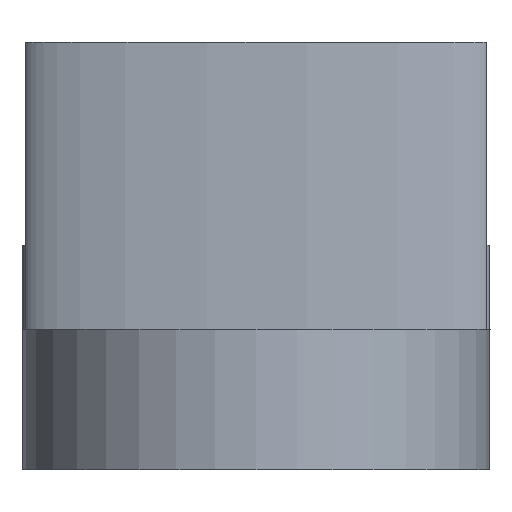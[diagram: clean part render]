
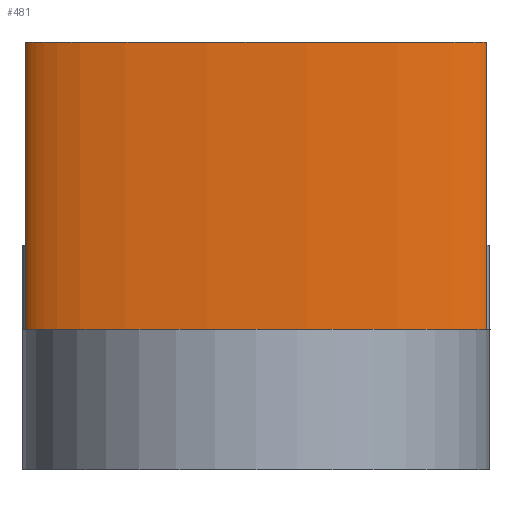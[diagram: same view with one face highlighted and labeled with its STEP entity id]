
A CAD part, left-side view. The second image highlights one B-rep face of the part: STEP entity #481.
In plain terms, the highlighted free-form (B-spline) face has degree [1, 2] with [2, 5] control points.
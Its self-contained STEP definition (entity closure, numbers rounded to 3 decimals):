
#15=(
BOUNDED_SURFACE()
B_SPLINE_SURFACE(1,2,((#819,#820,#821,#822,#823),(#824,#825,#826,#827,#828)),
 .UNSPECIFIED.,.F.,.F.,.F.)
B_SPLINE_SURFACE_WITH_KNOTS((2,2),(3,2,3),(0.,1.227),(0.163,
1.571,2.979),.UNSPECIFIED.)
GEOMETRIC_REPRESENTATION_ITEM()
RATIONAL_B_SPLINE_SURFACE(((1.,0.762,1.,0.762,1.),
(1.,0.762,1.,0.762,1.)))
REPRESENTATION_ITEM('')
SURFACE()
);
#18=ELLIPSE('',#536,7.5,1.75);
#21=ELLIPSE('',#548,7.5,1.75);
#61=FACE_OUTER_BOUND('',#96,.T.);
#96=EDGE_LOOP('',(#380,#381,#382,#383));
#128=LINE('',#788,#159);
#131=LINE('',#795,#162);
#159=VECTOR('',#636,10.);
#162=VECTOR('',#641,10.);
#229=VERTEX_POINT('',#781);
#230=VERTEX_POINT('',#783);
#231=VERTEX_POINT('',#787);
#234=VERTEX_POINT('',#794);
#278=EDGE_CURVE('',#230,#229,#18,.T.);
#280=EDGE_CURVE('',#231,#229,#128,.T.);
#284=EDGE_CURVE('',#230,#234,#131,.T.);
#297=EDGE_CURVE('',#234,#231,#21,.T.);
#380=ORIENTED_EDGE('',*,*,#297,.F.);
#381=ORIENTED_EDGE('',*,*,#284,.F.);
#382=ORIENTED_EDGE('',*,*,#278,.T.);
#383=ORIENTED_EDGE('',*,*,#280,.F.);
#481=ADVANCED_FACE('',(#61),#15,.F.);
#536=AXIS2_PLACEMENT_3D('',#784,#630,#631);
#548=AXIS2_PLACEMENT_3D('',#829,#664,#665);
#630=DIRECTION('center_axis',(0.,0.,1.));
#631=DIRECTION('ref_axis',(0.,-1.,0.));
#636=DIRECTION('',(0.,0.,-1.));
#641=DIRECTION('',(0.,0.,1.));
#664=DIRECTION('center_axis',(0.,0.,1.));
#665=DIRECTION('ref_axis',(0.,-1.,0.));
#781=CARTESIAN_POINT('',(45.966,0.099,-4.7));
#783=CARTESIAN_POINT('',(45.966,14.901,-4.7));
#784=CARTESIAN_POINT('Origin',(46.249,7.5,-4.7));
#787=CARTESIAN_POINT('',(45.966,0.099,4.5));
#788=CARTESIAN_POINT('',(45.966,0.099,4.5));
#794=CARTESIAN_POINT('',(45.966,14.901,4.5));
#795=CARTESIAN_POINT('',(45.966,14.901,4.5));
#819=CARTESIAN_POINT('Ctrl Pts',(45.966,0.099,4.5));
#820=CARTESIAN_POINT('Ctrl Pts',(44.499,1.131,4.5));
#821=CARTESIAN_POINT('Ctrl Pts',(44.499,7.5,4.5));
#822=CARTESIAN_POINT('Ctrl Pts',(44.499,13.869,4.5));
#823=CARTESIAN_POINT('Ctrl Pts',(45.966,14.901,4.5));
#824=CARTESIAN_POINT('Ctrl Pts',(45.966,0.099,-4.7));
#825=CARTESIAN_POINT('Ctrl Pts',(44.499,1.131,-4.7));
#826=CARTESIAN_POINT('Ctrl Pts',(44.499,7.5,-4.7));
#827=CARTESIAN_POINT('Ctrl Pts',(44.499,13.869,-4.7));
#828=CARTESIAN_POINT('Ctrl Pts',(45.966,14.901,-4.7));
#829=CARTESIAN_POINT('Origin',(46.249,7.5,4.5));
